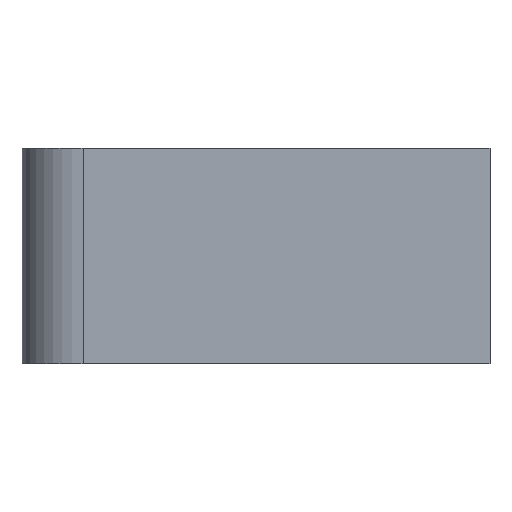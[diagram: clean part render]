
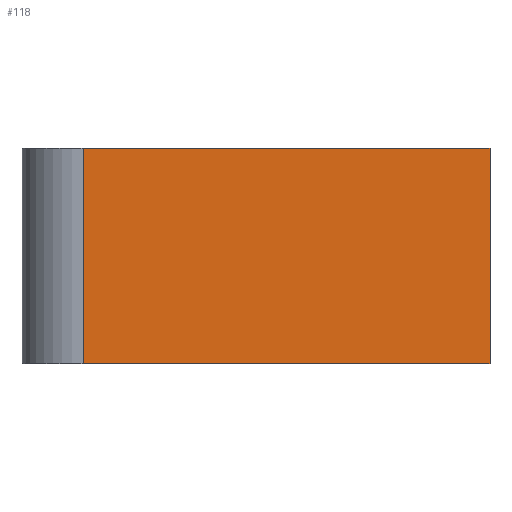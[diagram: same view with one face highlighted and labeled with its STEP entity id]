
A CAD part, front view. The second image highlights one B-rep face of the part: STEP entity #118.
In plain terms, the highlighted planar face has unit normal (0, -1, 0).
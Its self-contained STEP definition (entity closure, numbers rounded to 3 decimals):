
#118=ADVANCED_FACE('0:1356',(#225),#226,.F.);
#225=FACE_OUTER_BOUND('',#320,.T.);
#226=PLANE('',#321);
#320=EDGE_LOOP('',(#541,#542,#543,#544));
#321=AXIS2_PLACEMENT_3D('',#545,#546,#547);
#541=ORIENTED_EDGE('',*,*,#672,.F.);
#542=ORIENTED_EDGE('',*,*,#614,.T.);
#543=ORIENTED_EDGE('',*,*,#677,.T.);
#544=ORIENTED_EDGE('',*,*,#658,.F.);
#545=CARTESIAN_POINT('',(107.5,-59.5,-205.7));
#546=DIRECTION('',(0.0,1.0,0.0));
#547=DIRECTION('',(1.0,0.0,-0.0));
#614=EDGE_CURVE('0:1434',#733,#734,#735,.T.);
#658=EDGE_CURVE('0:1545',#802,#804,#805,.T.);
#672=EDGE_CURVE('0:1566',#733,#802,#819,.T.);
#677=EDGE_CURVE('0:1575',#734,#804,#824,.T.);
#733=VERTEX_POINT('',#894);
#734=VERTEX_POINT('',#895);
#735=LINE('',#896,#897);
#802=VERTEX_POINT('',#990);
#804=VERTEX_POINT('',#992);
#805=LINE('',#993,#994);
#819=LINE('',#1014,#1015);
#824=LINE('',#1022,#1023);
#894=CARTESIAN_POINT('',(107.5,-59.5,-205.7));
#895=CARTESIAN_POINT('',(474.0,-59.5,-205.7));
#896=CARTESIAN_POINT('',(290.75,-59.5,-205.7));
#897=VECTOR('',#1071,0.);
#990=CARTESIAN_POINT('',(107.5,-59.5,-11.8));
#992=CARTESIAN_POINT('',(474.0,-59.5,-11.8));
#993=CARTESIAN_POINT('',(290.75,-59.5,-11.8));
#994=VECTOR('',#1128,0.);
#1014=CARTESIAN_POINT('',(107.5,-59.5,-108.75));
#1015=VECTOR('',#1135,0.);
#1022=CARTESIAN_POINT('',(474.0,-59.5,-108.75));
#1023=VECTOR('',#1138,0.);
#1071=DIRECTION('',(1.0,0.0,0.0));
#1128=DIRECTION('',(1.0,0.0,0.0));
#1135=DIRECTION('',(0.0,0.0,1.0));
#1138=DIRECTION('',(0.0,0.0,1.0));
